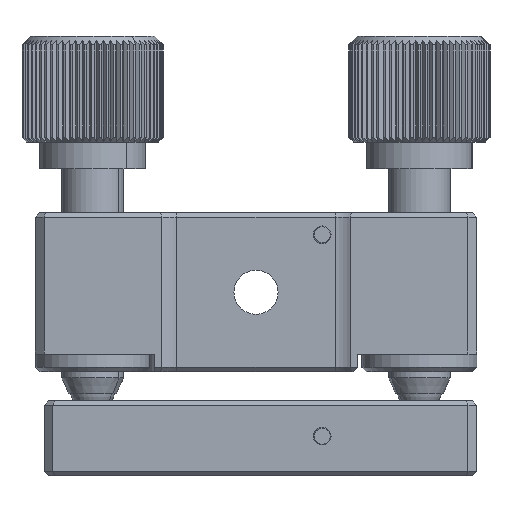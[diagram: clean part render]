
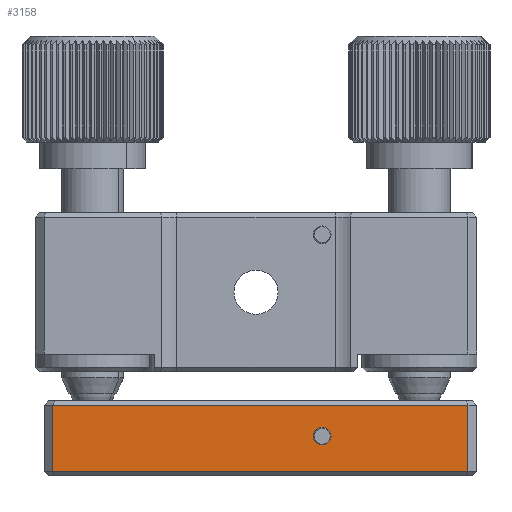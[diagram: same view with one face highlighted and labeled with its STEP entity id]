
A CAD part, front view. The second image highlights one B-rep face of the part: STEP entity #3158.
In plain terms, the highlighted planar face has unit normal (0, -1, 0).
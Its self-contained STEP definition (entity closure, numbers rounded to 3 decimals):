
#32 = EDGE_LOOP ( 'NONE', ( #22256, #28303 ) ) ;
#50 = VERTEX_POINT ( 'NONE', #16195 ) ;
#359 = ORIENTED_EDGE ( 'NONE', *, *, #3544, .T. ) ;
#1001 = VECTOR ( 'NONE', #17876, 1000. ) ;
#2154 = CARTESIAN_POINT ( 'NONE',  ( 44.632, -15.126, 64.498 ) ) ;
#2170 = VERTEX_POINT ( 'NONE', #11346 ) ;
#2908 = AXIS2_PLACEMENT_3D ( 'NONE', #27542, #19753, #17337 ) ;
#3158 = ADVANCED_FACE ( 'NONE', ( #28075, #18555 ), #8616, .F. ) ;
#3432 = CARTESIAN_POINT ( 'NONE',  ( 44.632, -15.126, 56.498 ) ) ;
#3544 = EDGE_CURVE ( 'NONE', #50, #32941, #28468, .T. ) ;
#3907 = CARTESIAN_POINT ( 'NONE',  ( 44.632, -15.126, 64.498 ) ) ;
#4689 = VERTEX_POINT ( 'NONE', #24523 ) ;
#4745 = ORIENTED_EDGE ( 'NONE', *, *, #11047, .T. ) ;
#5987 = CARTESIAN_POINT ( 'NONE',  ( 28.132, -15.126, 60.498 ) ) ;
#6083 = CARTESIAN_POINT ( 'NONE',  ( -2.368, -15.126, 63.998 ) ) ;
#6256 = DIRECTION ( 'NONE',  ( 0., 1., 0. ) ) ;
#6288 = EDGE_CURVE ( 'NONE', #2170, #29545, #13288, .T. ) ;
#6818 = EDGE_LOOP ( 'NONE', ( #4745, #359, #18304, #15283 ) ) ;
#8616 = PLANE ( 'NONE',  #26004 ) ;
#8989 = DIRECTION ( 'NONE',  ( -1., 0., 0. ) ) ;
#11047 = EDGE_CURVE ( 'NONE', #29545, #50, #19536, .T. ) ;
#11346 = CARTESIAN_POINT ( 'NONE',  ( 44.632, -15.126, 63.998 ) ) ;
#11412 = VECTOR ( 'NONE', #22323, 1000. ) ;
#11471 = CARTESIAN_POINT ( 'NONE',  ( -2.368, -15.126, 63.998 ) ) ;
#12530 = CARTESIAN_POINT ( 'NONE',  ( 44.632, -15.126, 56.498 ) ) ;
#13288 = LINE ( 'NONE', #6083, #21985 ) ;
#15283 = ORIENTED_EDGE ( 'NONE', *, *, #6288, .T. ) ;
#16195 = CARTESIAN_POINT ( 'NONE',  ( -2.368, -15.126, 56.498 ) ) ;
#16666 = DIRECTION ( 'NONE',  ( 0., 0., -1. ) ) ;
#16696 = DIRECTION ( 'NONE',  ( 0., 0., 1. ) ) ;
#17337 = DIRECTION ( 'NONE',  ( 0., 0., -1. ) ) ;
#17616 = EDGE_CURVE ( 'NONE', #2170, #32941, #17755, .T. ) ;
#17755 = LINE ( 'NONE', #2154, #11412 ) ;
#17876 = DIRECTION ( 'NONE',  ( 1., 0., 0. ) ) ;
#18304 = ORIENTED_EDGE ( 'NONE', *, *, #17616, .F. ) ;
#18428 = EDGE_CURVE ( 'NONE', #24511, #4689, #25634, .T. ) ;
#18555 = FACE_OUTER_BOUND ( 'NONE', #6818, .T. ) ;
#19536 = LINE ( 'NONE', #31802, #22288 ) ;
#19753 = DIRECTION ( 'NONE',  ( 0., -1., 0. ) ) ;
#21985 = VECTOR ( 'NONE', #8989, 1000. ) ;
#22256 = ORIENTED_EDGE ( 'NONE', *, *, #18428, .F. ) ;
#22288 = VECTOR ( 'NONE', #16666, 1000. ) ;
#22323 = DIRECTION ( 'NONE',  ( 0., 0., -1. ) ) ;
#24358 = CIRCLE ( 'NONE', #2908, 1. ) ;
#24511 = VERTEX_POINT ( 'NONE', #25598 ) ;
#24523 = CARTESIAN_POINT ( 'NONE',  ( 28.132, -15.126, 61.498 ) ) ;
#25598 = CARTESIAN_POINT ( 'NONE',  ( 28.132, -15.126, 59.498 ) ) ;
#25634 = CIRCLE ( 'NONE', #30458, 1. ) ;
#26004 = AXIS2_PLACEMENT_3D ( 'NONE', #3907, #6256, #16696 ) ;
#26085 = DIRECTION ( 'NONE',  ( 0., 0., -1. ) ) ;
#26296 = DIRECTION ( 'NONE',  ( 0., -1., 0. ) ) ;
#27542 = CARTESIAN_POINT ( 'NONE',  ( 28.132, -15.126, 60.498 ) ) ;
#28075 = FACE_BOUND ( 'NONE', #32, .T. ) ;
#28303 = ORIENTED_EDGE ( 'NONE', *, *, #31172, .F. ) ;
#28468 = LINE ( 'NONE', #3432, #1001 ) ;
#29545 = VERTEX_POINT ( 'NONE', #11471 ) ;
#30458 = AXIS2_PLACEMENT_3D ( 'NONE', #5987, #26296, #26085 ) ;
#31172 = EDGE_CURVE ( 'NONE', #4689, #24511, #24358, .T. ) ;
#31802 = CARTESIAN_POINT ( 'NONE',  ( -2.368, -15.126, 64.498 ) ) ;
#32941 = VERTEX_POINT ( 'NONE', #12530 ) ;
